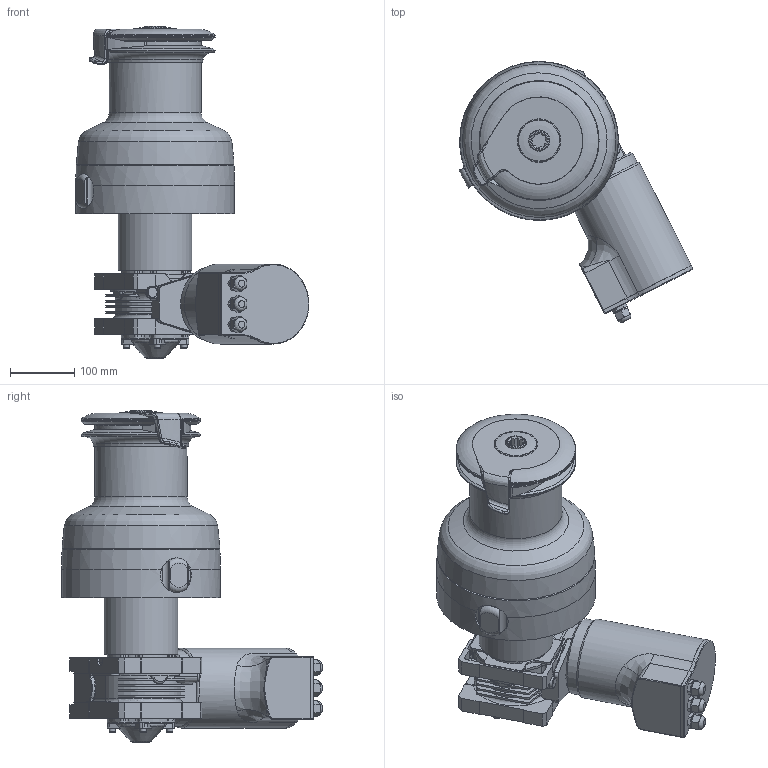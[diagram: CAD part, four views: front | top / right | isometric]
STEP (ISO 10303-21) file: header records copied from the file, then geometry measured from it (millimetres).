
FILE_DESCRIPTION(/* description */ (''),/* implementation_level */ '2;1');
FILE_NAME(/* name */ 'XT66.3 ELH.stp',/* time_stamp */ '2016-03-24T16:43:33+01:00',/* author */ ('gianni'),/* organization */ (''),/* preprocessor_version */ 'ST-DEVELOPER v16.1',/* originating_system */ 'Autodesk Inventor 2016',/* authorisation */ '');
FILE_SCHEMA (('AUTOMOTIVE_DESIGN { 1 0 10303 214 3 1 1 }'));
Length unit declared in the file: millimetre
Products named in the file (1): XT66.3 ELH
Bounding box: 365.05 x 407.32 x 518.2 mm (x, y, z)
Volume: 14990255.5 mm3; surface area: 648938.2 mm2
Topology: 1 solids, 1 shells, 1265 faces, 3424 edges, 2170 vertices
Faces by surface type: plane 515, cylinder 418, bspline 155, torus 107, cone 48, sphere 22
Full cylindrical faces by diameter (mm): 6.5 x2, 10 x4, 10.5 x6, 17.5 x3, 18 x1, 18.05 x1, 22 x3, 31.72 x1, 32.2 x1, 53.5 x1, 54.2 x1, 115 x1, 119 x1, 125 x1, 144 x2, 187 x3, 233 x1, 248 x1
Entity records: 45400 total; most frequent: CARTESIAN_POINT 15349, ORIENTED_EDGE 6542, DIRECTION 6022, EDGE_CURVE 3271, AXIS2_PLACEMENT_3D 2281, VERTEX_POINT 2128, LINE 1460, VECTOR 1460
